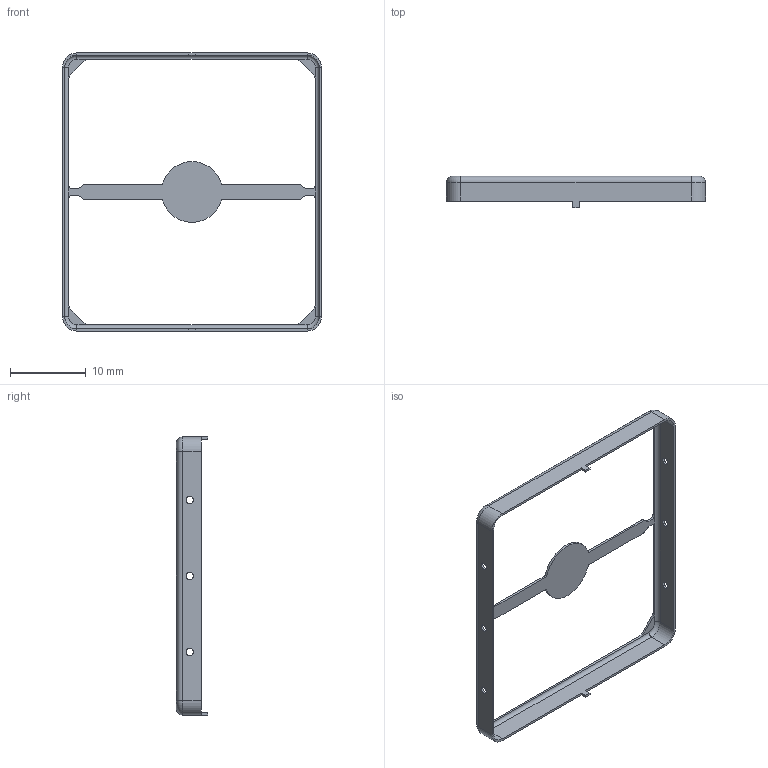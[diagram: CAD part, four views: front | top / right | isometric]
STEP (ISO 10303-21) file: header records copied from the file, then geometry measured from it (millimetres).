
FILE_DESCRIPTION (( 'STEP AP203' ), '1' );
FILE_NAME ('MS366-10F.step', '2020-11-12T13:33:32', ( '' ), ( '' ), 'SwSTEP 2.0', 'SolidWorks 2018', '' );
FILE_SCHEMA (( 'CONFIG_CONTROL_DESIGN' ));
Length unit declared in the file: millimetre
Products named in the file (1): MS366-10F
Bounding box: 34.1 x 4.1 x 36.6 mm (x, y, z)
Volume: 175.3 mm3; surface area: 1275.8 mm2
Topology: 1 solids, 1 shells, 119 faces, 307 edges, 186 vertices
Faces by surface type: plane 56, cylinder 55, torus 8
Entity records: 3700 total; most frequent: DIRECTION 665, ORIENTED_EDGE 614, CARTESIAN_POINT 613, EDGE_CURVE 307, AXIS2_PLACEMENT_3D 238, VECTOR 189, LINE 189, VERTEX_POINT 186
